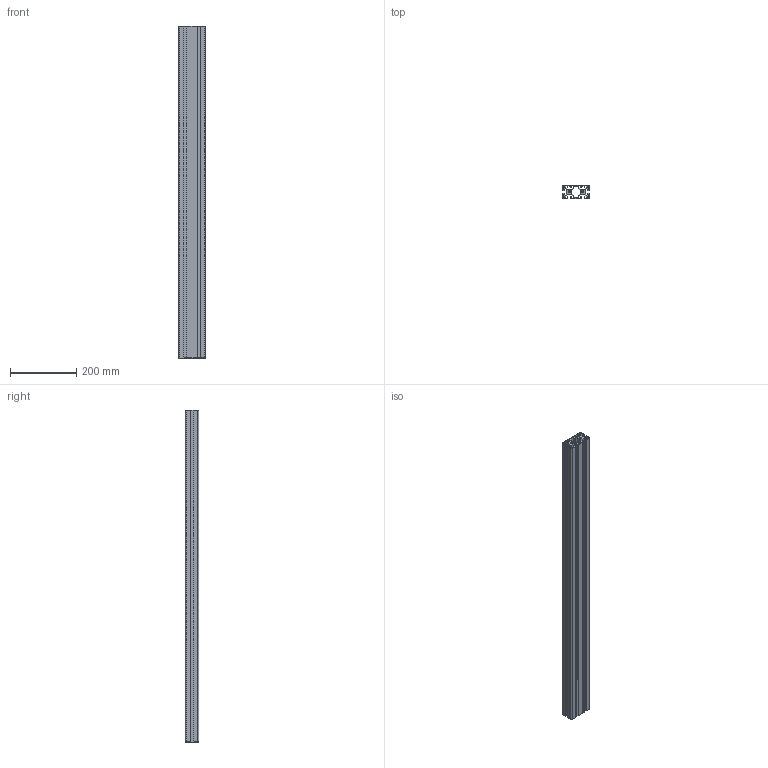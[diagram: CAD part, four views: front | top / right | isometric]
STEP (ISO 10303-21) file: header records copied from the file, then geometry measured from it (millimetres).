
FILE_DESCRIPTION(/* description */ (''),/* implementation_level */ '2;1');
FILE_NAME(/* name */ '114055',/* time_stamp */ '2014-10-06T11:27:53+02:00',/* author */ (''),/* organization */ (''),/* preprocessor_version */ 'ST-DEVELOPER v14',/* originating_system */ 'HiCAD 2013 1802.4 Build 509',/* authorisation */ '');
FILE_SCHEMA (('AUTOMOTIVE_DESIGN { 1 0 10303 214 1 1 1 1 }'));
Length unit declared in the file: millimetre
Products named in the file (2): Root; 11405540x80L-2NBOIKON0
Assembly tree (1 placements, depth 2):
  Root
    11405540x80L-2NBOIKON0
Bounding box: 80 x 40 x 1000 mm (x, y, z)
Volume: 1111207.8 mm3; surface area: 824045.1 mm2
Topology: 1 solids, 1 shells, 112 faces, 330 edges, 220 vertices
Faces by surface type: plane 102, cylinder 10
Full cylindrical faces by diameter (mm): 5 x4, 6.8 x2
Entity records: 6956 total; most frequent: CARTESIAN_POINT 658, PRESENTATION_STYLE_ASSIGNMENT 649, COLOUR_RGB 649, DRAUGHTING_PRE_DEFINED_CURVE_FONT 648, CURVE_STYLE 648, OVER_RIDING_STYLED_ITEM 648, ORIENTED_EDGE 648, DIRECTION 572
